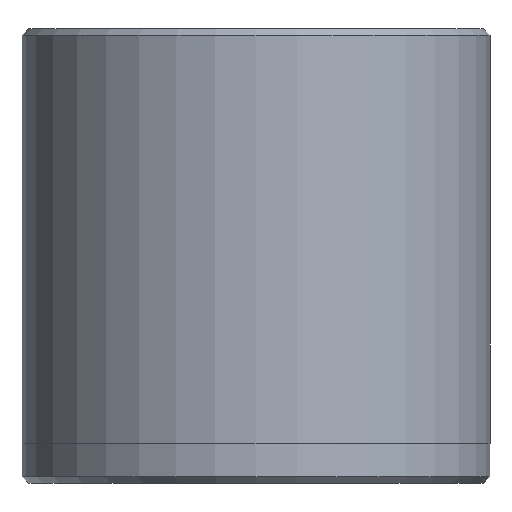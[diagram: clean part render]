
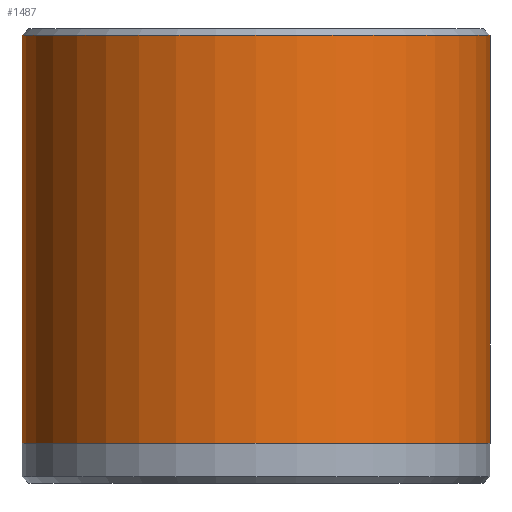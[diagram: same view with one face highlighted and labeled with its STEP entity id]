
A CAD part, front view. The second image highlights one B-rep face of the part: STEP entity #1487.
In plain terms, the highlighted cylindrical face has radius 17.5 mm (diameter 35 mm), a partial arc.
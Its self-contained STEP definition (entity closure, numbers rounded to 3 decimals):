
#6 = VERTEX_POINT ( 'NONE', #1400 ) ;
#42 = DIRECTION ( 'NONE',  ( 1., 0., 0. ) ) ;
#84 = CARTESIAN_POINT ( 'NONE',  ( 0., 0., 3. ) ) ;
#115 = CIRCLE ( 'NONE', #1500, 17.5 ) ;
#208 = VERTEX_POINT ( 'NONE', #516 ) ;
#241 = DIRECTION ( 'NONE',  ( 0., 0., -1. ) ) ;
#244 = EDGE_CURVE ( 'NONE', #992, #6, #115, .T. ) ;
#263 = CIRCLE ( 'NONE', #1233, 17.5 ) ;
#341 = EDGE_CURVE ( 'NONE', #208, #1603, #263, .T. ) ;
#380 = EDGE_CURVE ( 'NONE', #992, #208, #1344, .T. ) ;
#457 = VECTOR ( 'NONE', #241, 1000. ) ;
#470 = DIRECTION ( 'NONE',  ( -1., 0., 0. ) ) ;
#511 = ORIENTED_EDGE ( 'NONE', *, *, #341, .F. ) ;
#516 = CARTESIAN_POINT ( 'NONE',  ( 17.5, 0., 3. ) ) ;
#579 = DIRECTION ( 'NONE',  ( 0., 0., -1. ) ) ;
#593 = DIRECTION ( 'NONE',  ( 0., 0., -1. ) ) ;
#595 = DIRECTION ( 'NONE',  ( 0., 0., -1. ) ) ;
#669 = EDGE_LOOP ( 'NONE', ( #699, #1606, #1293, #511 ) ) ;
#699 = ORIENTED_EDGE ( 'NONE', *, *, #380, .F. ) ;
#727 = DIRECTION ( 'NONE',  ( -1., 0., 0. ) ) ;
#752 = AXIS2_PLACEMENT_3D ( 'NONE', #1328, #579, #470 ) ;
#803 = DIRECTION ( 'NONE',  ( 0., 0., -1. ) ) ;
#992 = VERTEX_POINT ( 'NONE', #1047 ) ;
#1047 = CARTESIAN_POINT ( 'NONE',  ( 17.5, 0., 33.5 ) ) ;
#1093 = EDGE_CURVE ( 'NONE', #6, #1603, #1261, .T. ) ;
#1153 = VECTOR ( 'NONE', #595, 1000. ) ;
#1178 = CARTESIAN_POINT ( 'NONE',  ( 0., 0., 33.5 ) ) ;
#1201 = CARTESIAN_POINT ( 'NONE',  ( -17.5, 0., 34. ) ) ;
#1233 = AXIS2_PLACEMENT_3D ( 'NONE', #84, #593, #727 ) ;
#1261 = LINE ( 'NONE', #1201, #1153 ) ;
#1293 = ORIENTED_EDGE ( 'NONE', *, *, #1093, .T. ) ;
#1328 = CARTESIAN_POINT ( 'NONE',  ( 0., 0., 34. ) ) ;
#1344 = LINE ( 'NONE', #1370, #457 ) ;
#1370 = CARTESIAN_POINT ( 'NONE',  ( 17.5, 0., 34. ) ) ;
#1400 = CARTESIAN_POINT ( 'NONE',  ( -17.5, 0., 33.5 ) ) ;
#1445 = CARTESIAN_POINT ( 'NONE',  ( -17.5, 0., 3. ) ) ;
#1487 = ADVANCED_FACE ( 'NONE', ( #1514 ), #1558, .T. ) ;
#1500 = AXIS2_PLACEMENT_3D ( 'NONE', #1178, #803, #42 ) ;
#1514 = FACE_OUTER_BOUND ( 'NONE', #669, .T. ) ;
#1558 = CYLINDRICAL_SURFACE ( 'NONE', #752, 17.5 ) ;
#1603 = VERTEX_POINT ( 'NONE', #1445 ) ;
#1606 = ORIENTED_EDGE ( 'NONE', *, *, #244, .T. ) ;
